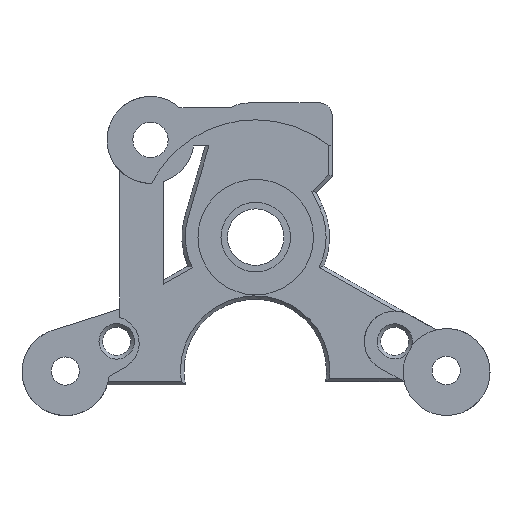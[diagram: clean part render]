
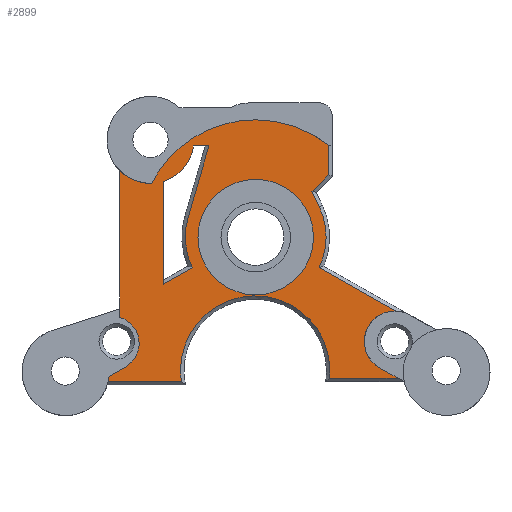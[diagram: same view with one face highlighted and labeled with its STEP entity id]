
A CAD part, front view. The second image highlights one B-rep face of the part: STEP entity #2899.
In plain terms, the highlighted planar face has unit normal (0, -1, 0).
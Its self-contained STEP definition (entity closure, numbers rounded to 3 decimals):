
#34=CARTESIAN_POINT('',(16.468,1.847,14.567));
#35=VERTEX_POINT('',#34);
#60=CARTESIAN_POINT('',(24.359,1.847,14.567));
#61=VERTEX_POINT('',#60);
#68=CARTESIAN_POINT('',(16.468,1.847,14.567));
#69=DIRECTION('',(1.,0.,-0.));
#70=VECTOR('',#69,7.892);
#71=LINE('',#68,#70);
#72=EDGE_CURVE('',#35,#61,#71,.T.);
#915=CARTESIAN_POINT('',(-7.676,1.847,22.529));
#916=VERTEX_POINT('',#915);
#931=CARTESIAN_POINT('',(-7.676,1.847,21.569));
#932=VERTEX_POINT('',#931);
#939=CARTESIAN_POINT('',(-7.676,1.847,21.569));
#940=DIRECTION('',(-0.,-0.,1.));
#941=VECTOR('',#940,0.96);
#942=LINE('',#939,#941);
#943=EDGE_CURVE('',#932,#916,#942,.T.);
#1040=CARTESIAN_POINT('',(-4.021,1.847,36.992));
#1041=VERTEX_POINT('',#1040);
#1048=CARTESIAN_POINT('',(0.86,1.847,42.281));
#1049=VERTEX_POINT('',#1048);
#1050=CARTESIAN_POINT('',(8.153,1.847,30.652));
#1051=DIRECTION('',(0.,-1.,0.));
#1052=DIRECTION('',(0.,0.,-1.));
#1053=AXIS2_PLACEMENT_3D('',#1050,#1051,#1052);
#1054=CIRCLE('',#1053,13.726);
#1055=EDGE_CURVE('',#1049,#1041,#1054,.T.);
#1131=CARTESIAN_POINT('',(-2.676,1.847,37.207));
#1132=VERTEX_POINT('',#1131);
#1140=CARTESIAN_POINT('',(0.822,1.847,41.307));
#1141=VERTEX_POINT('',#1140);
#1148=CARTESIAN_POINT('',(-4.131,1.847,41.991));
#1149=DIRECTION('',(-0.,1.,-0.));
#1150=DIRECTION('',(0.,0.,-1.));
#1151=AXIS2_PLACEMENT_3D('',#1148,#1149,#1150);
#1152=CIRCLE('',#1151,5.);
#1153=EDGE_CURVE('',#1141,#1132,#1152,.T.);
#1322=CARTESIAN_POINT('',(22.25,1.847,15.761));
#1323=VERTEX_POINT('',#1322);
#1347=CARTESIAN_POINT('',(24.087,1.847,22.305));
#1348=VERTEX_POINT('',#1347);
#1355=CARTESIAN_POINT('',(23.974,1.847,18.807));
#1356=DIRECTION('',(0.,-1.,0.));
#1357=DIRECTION('',(0.,0.,-1.));
#1358=AXIS2_PLACEMENT_3D('',#1355,#1356,#1357);
#1359=CIRCLE('',#1358,3.5);
#1360=EDGE_CURVE('',#1348,#1323,#1359,.T.);
#1478=CARTESIAN_POINT('',(7.974,1.847,37.457));
#1479=VERTEX_POINT('',#1478);
#1496=CARTESIAN_POINT('',(7.974,1.847,30.807));
#1497=DIRECTION('',(-0.,-1.,-0.));
#1498=DIRECTION('',(0.,-0.,1.));
#1499=AXIS2_PLACEMENT_3D('',#1496,#1497,#1498);
#1500=CIRCLE('',#1499,6.65);
#1501=EDGE_CURVE('',#1479,#1479,#1500,.T.);
#1731=CARTESIAN_POINT('',(15.273,1.847,27.294));
#1732=VERTEX_POINT('',#1731);
#1740=CARTESIAN_POINT('',(24.087,1.847,22.305));
#1741=DIRECTION('',(-0.87,0.,0.493));
#1742=VECTOR('',#1741,10.128);
#1743=LINE('',#1740,#1742);
#1744=EDGE_CURVE('',#1348,#1732,#1743,.T.);
#1762=CARTESIAN_POINT('',(16.374,1.847,37.972));
#1763=VERTEX_POINT('',#1762);
#1770=CARTESIAN_POINT('',(14.447,1.847,36.046));
#1771=VERTEX_POINT('',#1770);
#1772=CARTESIAN_POINT('',(14.447,1.847,36.046));
#1773=DIRECTION('',(0.707,0.,0.707));
#1774=VECTOR('',#1773,2.725);
#1775=LINE('',#1772,#1774);
#1776=EDGE_CURVE('',#1771,#1763,#1775,.T.);
#1793=CARTESIAN_POINT('',(15.281,1.847,34.302));
#1794=VERTEX_POINT('',#1793);
#1801=CARTESIAN_POINT('',(7.974,1.847,30.807));
#1802=DIRECTION('',(-0.,-1.,-0.));
#1803=DIRECTION('',(0.,-0.,1.));
#1804=AXIS2_PLACEMENT_3D('',#1801,#1802,#1803);
#1805=CIRCLE('',#1804,8.1);
#1806=EDGE_CURVE('',#1732,#1794,#1805,.T.);
#1820=CARTESIAN_POINT('',(15.281,1.847,34.302));
#1821=DIRECTION('',(-0.431,0.,0.902));
#1822=VECTOR('',#1821,1.933);
#1823=LINE('',#1820,#1822);
#1824=EDGE_CURVE('',#1794,#1771,#1823,.T.);
#1843=CARTESIAN_POINT('',(-0.597,1.847,14.207));
#1844=VERTEX_POINT('',#1843);
#1845=CARTESIAN_POINT('',(7.913,1.847,15.447));
#1846=DIRECTION('',(0.,-1.,0.));
#1847=DIRECTION('',(0.,0.,-1.));
#1848=AXIS2_PLACEMENT_3D('',#1845,#1846,#1847);
#1849=CIRCLE('',#1848,8.6);
#1850=EDGE_CURVE('',#35,#1844,#1849,.T.);
#1868=CARTESIAN_POINT('',(-2.676,1.847,25.397));
#1869=VERTEX_POINT('',#1868);
#1876=CARTESIAN_POINT('',(0.675,1.847,27.294));
#1877=VERTEX_POINT('',#1876);
#1878=CARTESIAN_POINT('',(0.675,1.847,27.294));
#1879=DIRECTION('',(-0.87,0.,-0.493));
#1880=VECTOR('',#1879,3.851);
#1881=LINE('',#1878,#1880);
#1882=EDGE_CURVE('',#1877,#1869,#1881,.T.);
#1899=CARTESIAN_POINT('',(2.59,1.847,41.307));
#1900=VERTEX_POINT('',#1899);
#1901=CARTESIAN_POINT('',(0.196,1.847,33.067));
#1902=VERTEX_POINT('',#1901);
#1903=CARTESIAN_POINT('',(2.59,1.847,41.307));
#1904=DIRECTION('',(-0.279,0.,-0.96));
#1905=VECTOR('',#1904,8.58);
#1906=LINE('',#1903,#1905);
#1907=EDGE_CURVE('',#1900,#1902,#1906,.T.);
#1932=CARTESIAN_POINT('',(7.974,1.847,30.807));
#1933=DIRECTION('',(-0.,-1.,-0.));
#1934=DIRECTION('',(0.,-0.,1.));
#1935=AXIS2_PLACEMENT_3D('',#1932,#1933,#1934);
#1936=CIRCLE('',#1935,8.1);
#1937=EDGE_CURVE('',#1902,#1877,#1936,.T.);
#2150=CARTESIAN_POINT('',(16.374,1.847,41.375));
#2151=VERTEX_POINT('',#2150);
#2159=CARTESIAN_POINT('',(16.374,1.847,37.972));
#2160=DIRECTION('',(0.,0.,1.));
#2161=VECTOR('',#2160,3.403);
#2162=LINE('',#2159,#2161);
#2163=EDGE_CURVE('',#1763,#2151,#2162,.T.);
#2173=CARTESIAN_POINT('',(22.25,1.847,15.761));
#2174=DIRECTION('',(0.87,0.,-0.493));
#2175=VECTOR('',#2174,2.424);
#2176=LINE('',#2173,#2175);
#2177=EDGE_CURVE('',#1323,#61,#2176,.T.);
#2356=CARTESIAN_POINT('',(-8.906,1.847,14.788));
#2357=VERTEX_POINT('',#2356);
#2366=CARTESIAN_POINT('',(-7.022,1.847,15.854));
#2367=VERTEX_POINT('',#2366);
#2368=CARTESIAN_POINT('',(-7.022,1.847,15.854));
#2369=DIRECTION('',(-0.87,0.,-0.493));
#2370=VECTOR('',#2369,2.165);
#2371=LINE('',#2368,#2370);
#2372=EDGE_CURVE('',#2367,#2357,#2371,.T.);
#2432=CARTESIAN_POINT('',(-5.437,1.847,18.573));
#2433=VERTEX_POINT('',#2432);
#2440=CARTESIAN_POINT('',(-8.561,1.847,18.573));
#2441=DIRECTION('',(0.,-1.,0.));
#2442=DIRECTION('',(0.,0.,-1.));
#2443=AXIS2_PLACEMENT_3D('',#2440,#2441,#2442);
#2444=CIRCLE('',#2443,3.124);
#2445=EDGE_CURVE('',#2433,#932,#2444,.T.);
#2487=CARTESIAN_POINT('',(7.974,1.847,44.307));
#2488=VERTEX_POINT('',#2487);
#2497=CARTESIAN_POINT('',(7.974,1.847,30.807));
#2498=DIRECTION('',(-0.,-1.,-0.));
#2499=DIRECTION('',(0.,-0.,1.));
#2500=AXIS2_PLACEMENT_3D('',#2497,#2498,#2499);
#2501=CIRCLE('',#2500,13.5);
#2502=EDGE_CURVE('',#2151,#2488,#2501,.T.);
#2525=CARTESIAN_POINT('',(0.822,1.847,41.307));
#2526=DIRECTION('',(1.,0.,-0.));
#2527=VECTOR('',#2526,1.768);
#2528=LINE('',#2525,#2527);
#2529=EDGE_CURVE('',#1141,#1900,#2528,.T.);
#2539=CARTESIAN_POINT('',(-7.676,1.847,38.465));
#2540=VERTEX_POINT('',#2539);
#2554=CARTESIAN_POINT('',(-7.676,1.847,22.529));
#2555=DIRECTION('',(-0.,-0.,1.));
#2556=VECTOR('',#2555,15.935);
#2557=LINE('',#2554,#2556);
#2558=EDGE_CURVE('',#916,#2540,#2557,.T.);
#2571=CARTESIAN_POINT('',(-2.676,1.847,37.207));
#2572=DIRECTION('',(0.,0.,-1.));
#2573=VECTOR('',#2572,11.81);
#2574=LINE('',#2571,#2573);
#2575=EDGE_CURVE('',#1132,#1869,#2574,.T.);
#2720=CARTESIAN_POINT('',(-4.131,1.847,41.991));
#2721=DIRECTION('',(-0.,1.,-0.));
#2722=DIRECTION('',(0.,0.,-1.));
#2723=AXIS2_PLACEMENT_3D('',#2720,#2721,#2722);
#2724=CIRCLE('',#2723,5.);
#2725=EDGE_CURVE('',#1041,#2540,#2724,.T.);
#2821=CARTESIAN_POINT('',(-8.999,1.847,14.207));
#2822=VERTEX_POINT('',#2821);
#2830=CARTESIAN_POINT('',(-13.901,1.847,15.29));
#2831=DIRECTION('',(-0.,1.,-0.));
#2832=DIRECTION('',(0.,0.,-1.));
#2833=AXIS2_PLACEMENT_3D('',#2830,#2831,#2832);
#2834=CIRCLE('',#2833,5.02);
#2835=EDGE_CURVE('',#2357,#2822,#2834,.T.);
#2844=CARTESIAN_POINT('',(7.974,1.847,30.131));
#2845=DIRECTION('',(0.,-1.,0.));
#2846=DIRECTION('',(1.,0.,0.));
#2847=AXIS2_PLACEMENT_3D('',#2844,#2845,#2846);
#2848=PLANE('',#2847);
#2849=ORIENTED_EDGE('',*,*,#1055,.T.);
#2850=ORIENTED_EDGE('',*,*,#2725,.T.);
#2851=ORIENTED_EDGE('',*,*,#2558,.F.);
#2852=ORIENTED_EDGE('',*,*,#943,.F.);
#2853=ORIENTED_EDGE('',*,*,#2445,.F.);
#2854=CARTESIAN_POINT('',(-8.561,1.847,18.573));
#2855=DIRECTION('',(0.,-1.,0.));
#2856=DIRECTION('',(0.,0.,-1.));
#2857=AXIS2_PLACEMENT_3D('',#2854,#2855,#2856);
#2858=CIRCLE('',#2857,3.124);
#2859=EDGE_CURVE('',#2367,#2433,#2858,.T.);
#2860=ORIENTED_EDGE('',*,*,#2859,.F.);
#2861=ORIENTED_EDGE('',*,*,#2372,.T.);
#2862=ORIENTED_EDGE('',*,*,#2835,.T.);
#2863=CARTESIAN_POINT('',(-8.999,1.847,14.207));
#2864=DIRECTION('',(1.,0.,-0.));
#2865=VECTOR('',#2864,8.402);
#2866=LINE('',#2863,#2865);
#2867=EDGE_CURVE('',#2822,#1844,#2866,.T.);
#2868=ORIENTED_EDGE('',*,*,#2867,.T.);
#2869=ORIENTED_EDGE('',*,*,#1850,.F.);
#2870=ORIENTED_EDGE('',*,*,#72,.T.);
#2871=ORIENTED_EDGE('',*,*,#2177,.F.);
#2872=ORIENTED_EDGE('',*,*,#1360,.F.);
#2873=ORIENTED_EDGE('',*,*,#1744,.T.);
#2874=ORIENTED_EDGE('',*,*,#1806,.T.);
#2875=ORIENTED_EDGE('',*,*,#1824,.T.);
#2876=ORIENTED_EDGE('',*,*,#1776,.T.);
#2877=ORIENTED_EDGE('',*,*,#2163,.T.);
#2878=ORIENTED_EDGE('',*,*,#2502,.T.);
#2879=CARTESIAN_POINT('',(7.974,1.847,30.807));
#2880=DIRECTION('',(-0.,-1.,-0.));
#2881=DIRECTION('',(0.,-0.,1.));
#2882=AXIS2_PLACEMENT_3D('',#2879,#2880,#2881);
#2883=CIRCLE('',#2882,13.5);
#2884=EDGE_CURVE('',#2488,#1049,#2883,.T.);
#2885=ORIENTED_EDGE('',*,*,#2884,.T.);
#2886=EDGE_LOOP('',(#2849,#2850,#2851,#2852,#2853,#2860,#2861,#2862,#2868,#2869,#2870,#2871,#2872,#2873,#2874,#2875,#2876,#2877,#2878,#2885));
#2887=FACE_BOUND('',#2886,.T.);
#2888=ORIENTED_EDGE('',*,*,#2575,.F.);
#2889=ORIENTED_EDGE('',*,*,#1153,.F.);
#2890=ORIENTED_EDGE('',*,*,#2529,.T.);
#2891=ORIENTED_EDGE('',*,*,#1907,.T.);
#2892=ORIENTED_EDGE('',*,*,#1937,.T.);
#2893=ORIENTED_EDGE('',*,*,#1882,.T.);
#2894=EDGE_LOOP('',(#2888,#2889,#2890,#2891,#2892,#2893));
#2895=FACE_BOUND('',#2894,.T.);
#2896=ORIENTED_EDGE('',*,*,#1501,.F.);
#2897=EDGE_LOOP('',(#2896));
#2898=FACE_BOUND('',#2897,.T.);
#2899=ADVANCED_FACE('',(#2887,#2895,#2898),#2848,.T.);
